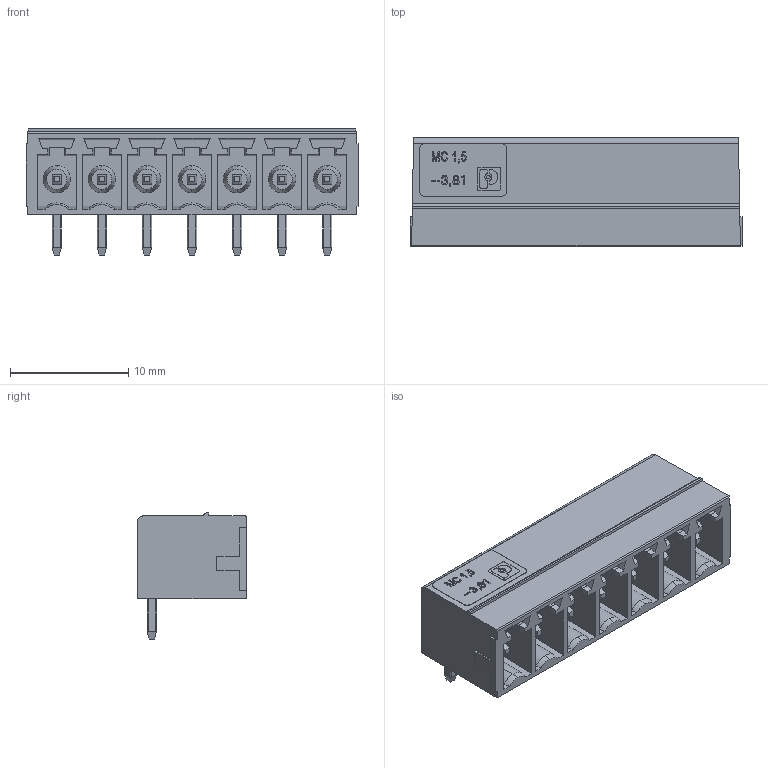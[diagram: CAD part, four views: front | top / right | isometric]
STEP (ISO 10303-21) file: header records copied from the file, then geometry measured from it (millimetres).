
FILE_DESCRIPTION(('STEP AP214'),'1');
FILE_NAME('cctmp_E59036CF-5897-43F9-82FE-B5BA56C4A097_2023_02_03_12_44_18_0781_9164..stp','2023-02-03T12:44:19',('PHOENIX CONTACT Deutschland GmbH'),('CADClick - www.CADClick.com'),'Spatial InterOp 3D',' ','unknown authorization');
FILE_SCHEMA(('AUTOMOTIVE_DESIGN'));
Length unit declared in the file: millimetre
Products named in the file (9): 2023_02_03_12_44_18_0375; 2023_02_03_12_44_18_0781; 2023_02_03_12_44_18_0765; 2023_02_03_12_44_18_0750; 2023_02_03_12_44_18_0734; 2023_02_03_12_44_18_0718; 2023_02_03_12_44_18_0703; 2023_02_03_12_44_18_0687; 2023_02_03_12_44_18_0640
Assembly tree (8 placements, depth 2):
  2023_02_03_12_44_18_0375
    2023_02_03_12_44_18_0781
    2023_02_03_12_44_18_0765
    2023_02_03_12_44_18_0750
    2023_02_03_12_44_18_0734
    2023_02_03_12_44_18_0718
    2023_02_03_12_44_18_0703
    2023_02_03_12_44_18_0687
    2023_02_03_12_44_18_0640
Bounding box: 28.06 x 9.2 x 10.65 mm (x, y, z)
Volume: 954.5 mm3; surface area: 2591.8 mm2
Topology: 8 solids, 8 shells, 965 faces, 2703 edges, 1777 vertices
Faces by surface type: plane 756, cylinder 120, torus 28, cone 28, bspline 19, sphere 14
Entity records: 54640 total; most frequent: CARTESIAN_POINT 7958, ORIENTED_EDGE 5378, DIRECTION 4741, STYLED_ITEM 3773, PRESENTATION_STYLE_ASSIGNMENT 3773, COLOUR_RGB 3773, EDGE_CURVE 2689, LINE 2203
